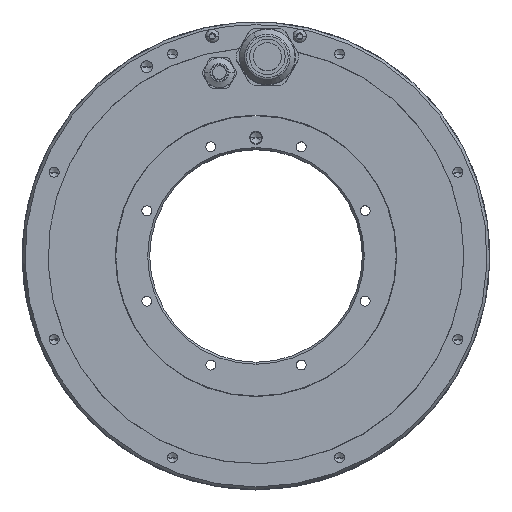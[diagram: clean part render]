
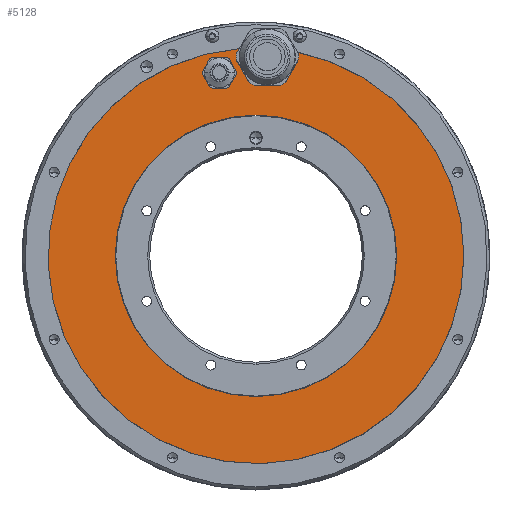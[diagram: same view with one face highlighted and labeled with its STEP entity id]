
A CAD part, top view. The second image highlights one B-rep face of the part: STEP entity #5128.
In plain terms, the highlighted planar face has unit normal (0, 0, 1).
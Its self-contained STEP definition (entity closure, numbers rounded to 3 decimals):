
#416=DIRECTION('',(0.5,-0.866,0.));
#417=VECTOR('',#416,3.137);
#418=CARTESIAN_POINT('',(-10.655,82.108,
-0.15));
#419=LINE('',#418,#417);
#420=CARTESIAN_POINT('',(-15.5,77.5,-0.15));
#421=DIRECTION('',(0.,0.,1.));
#422=DIRECTION('',(0.725,0.689,0.));
#423=AXIS2_PLACEMENT_3D('',#420,#421,#422);
#425=DIRECTION('',(-1.,0.,0.));
#426=VECTOR('',#425,3.137);
#427=CARTESIAN_POINT('',(-13.931,84.,-0.15));
#428=LINE('',#427,#426);
#429=CARTESIAN_POINT('',(-15.5,77.5,-0.15));
#430=DIRECTION('',(0.,0.,1.));
#431=DIRECTION('',(-0.235,0.972,0.));
#432=AXIS2_PLACEMENT_3D('',#429,#430,#431);
#434=DIRECTION('',(0.5,0.866,0.));
#435=VECTOR('',#434,3.137);
#436=CARTESIAN_POINT('',(-21.913,79.392,
-0.15));
#437=LINE('',#436,#435);
#438=CARTESIAN_POINT('',(-15.5,77.5,-0.15));
#439=DIRECTION('',(0.,0.,1.));
#440=DIRECTION('',(-0.959,0.283,0.));
#441=AXIS2_PLACEMENT_3D('',#438,#439,#440);
#443=DIRECTION('',(-0.5,0.866,0.));
#444=VECTOR('',#443,3.137);
#445=CARTESIAN_POINT('',(-20.345,72.892,
-0.15));
#446=LINE('',#445,#444);
#447=CARTESIAN_POINT('',(-15.5,77.5,-0.15));
#448=DIRECTION('',(0.,0.,1.));
#449=DIRECTION('',(-0.725,-0.689,0.));
#450=AXIS2_PLACEMENT_3D('',#447,#448,#449);
#452=DIRECTION('',(1.,0.,0.));
#453=VECTOR('',#452,3.137);
#454=CARTESIAN_POINT('',(-17.069,71.,-0.15));
#455=LINE('',#454,#453);
#456=CARTESIAN_POINT('',(-15.5,77.5,-0.15));
#457=DIRECTION('',(0.,0.,1.));
#458=DIRECTION('',(0.235,-0.972,0.));
#459=AXIS2_PLACEMENT_3D('',#456,#457,#458);
#461=DIRECTION('',(-0.5,-0.866,0.));
#462=VECTOR('',#461,3.137);
#463=CARTESIAN_POINT('',(-9.087,75.608,
-0.15));
#464=LINE('',#463,#462);
#465=CARTESIAN_POINT('',(-15.5,77.5,-0.15));
#466=DIRECTION('',(0.,0.,1.));
#467=DIRECTION('',(0.959,-0.283,0.));
#468=AXIS2_PLACEMENT_3D('',#465,#466,#467);
#470=CARTESIAN_POINT('',(4.8,84.2,-0.15));
#471=DIRECTION('',(0.,0.,1.));
#472=DIRECTION('',(-0.766,-0.643,0.));
#473=AXIS2_PLACEMENT_3D('',#470,#471,#472);
#475=DIRECTION('',(-1.,0.,0.));
#476=VECTOR('',#475,4.249);
#477=CARTESIAN_POINT('',(6.924,72.2,-0.15));
#478=LINE('',#477,#476);
#479=CARTESIAN_POINT('',(4.8,84.2,-0.15));
#480=DIRECTION('',(0.,0.,1.));
#481=DIRECTION('',(0.174,-0.985,0.));
#482=AXIS2_PLACEMENT_3D('',#479,#480,#481);
#484=DIRECTION('',(-0.5,-0.866,0.));
#485=VECTOR('',#484,4.249);
#486=CARTESIAN_POINT('',(16.254,80.04,-0.15));
#487=LINE('',#486,#485);
#488=CARTESIAN_POINT('',(4.8,84.2,-0.15));
#489=DIRECTION('',(0.,0.,1.));
#490=DIRECTION('',(0.94,-0.341,0.));
#491=AXIS2_PLACEMENT_3D('',#488,#489,#490);
#493=CARTESIAN_POINT('',(4.8,84.2,-0.15));
#494=DIRECTION('',(0.,0.,1.));
#495=DIRECTION('',(-0.957,0.29,0.));
#496=AXIS2_PLACEMENT_3D('',#493,#494,#495);
#498=DIRECTION('',(0.5,-0.866,0.));
#499=VECTOR('',#498,4.249);
#500=CARTESIAN_POINT('',(-6.654,80.04,
-0.15));
#501=LINE('',#500,#499);
#511=CARTESIAN_POINT('',(0.,0.,-0.15));
#512=DIRECTION('',(0.,0.,1.));
#513=DIRECTION('',(-1.,0.,0.));
#514=AXIS2_PLACEMENT_3D('',#511,#512,#513);
#1568=CARTESIAN_POINT('',(0.,0.,-0.15));
#1569=DIRECTION('',(0.,0.,1.));
#1570=DIRECTION('',(-0.078,0.997,0.));
#1571=AXIS2_PLACEMENT_3D('',#1568,#1569,#1570);
#2620=CARTESIAN_POINT('',(0.,0.,-0.15));
#2621=DIRECTION('',(0.,0.,1.));
#2622=DIRECTION('',(1.,0.,0.));
#2623=AXIS2_PLACEMENT_3D('',#2620,#2621,#2622);
#3625=CARTESIAN_POINT('',(-59.59,0.,-0.15));
#3626=CARTESIAN_POINT('',(59.59,0.,-0.15));
#3627=VERTEX_POINT('',#3625);
#3628=VERTEX_POINT('',#3626);
#3806=CARTESIAN_POINT('',(-10.655,82.108,
-0.15));
#3807=CARTESIAN_POINT('',(-9.087,79.392,
-0.15));
#3808=VERTEX_POINT('',#3806);
#3809=VERTEX_POINT('',#3807);
#3810=CARTESIAN_POINT('',(-13.931,84.,-0.15));
#3811=VERTEX_POINT('',#3810);
#3812=CARTESIAN_POINT('',(-17.069,84.,-0.15));
#3813=VERTEX_POINT('',#3812);
#3814=CARTESIAN_POINT('',(-20.345,82.108,
-0.15));
#3815=VERTEX_POINT('',#3814);
#3816=CARTESIAN_POINT('',(-21.913,79.392,
-0.15));
#3817=VERTEX_POINT('',#3816);
#3818=CARTESIAN_POINT('',(-21.913,75.608,
-0.15));
#3819=VERTEX_POINT('',#3818);
#3820=CARTESIAN_POINT('',(-20.345,72.892,
-0.15));
#3821=VERTEX_POINT('',#3820);
#3822=CARTESIAN_POINT('',(-17.069,71.,-0.15));
#3823=VERTEX_POINT('',#3822);
#3824=CARTESIAN_POINT('',(-13.931,71.,-0.15));
#3825=VERTEX_POINT('',#3824);
#3826=CARTESIAN_POINT('',(-10.655,72.892,
-0.15));
#3827=VERTEX_POINT('',#3826);
#3828=CARTESIAN_POINT('',(-9.087,75.608,
-0.15));
#3829=VERTEX_POINT('',#3828);
#4000=CARTESIAN_POINT('',(-4.53,76.36,
-0.15));
#4001=CARTESIAN_POINT('',(2.676,72.2,-0.15));
#4002=VERTEX_POINT('',#4000);
#4003=VERTEX_POINT('',#4001);
#4004=CARTESIAN_POINT('',(-6.654,80.04,
-0.15));
#4005=VERTEX_POINT('',#4004);
#4006=CARTESIAN_POINT('',(-6.864,87.732,
-0.15));
#4007=VERTEX_POINT('',#4006);
#4008=CARTESIAN_POINT('',(16.254,80.04,
-0.15));
#4009=CARTESIAN_POINT('',(16.789,86.384,
-0.15));
#4010=VERTEX_POINT('',#4008);
#4011=VERTEX_POINT('',#4009);
#4012=CARTESIAN_POINT('',(14.13,76.36,
-0.15));
#4013=VERTEX_POINT('',#4012);
#4014=CARTESIAN_POINT('',(6.924,72.2,-0.15));
#4015=VERTEX_POINT('',#4014);
#5074=CARTESIAN_POINT('',(0.,0.,-0.15));
#5075=DIRECTION('',(0.,0.,1.));
#5076=DIRECTION('',(1.,0.,0.));
#5077=AXIS2_PLACEMENT_3D('',#5074,#5075,#5076);
#5078=PLANE('',#5077);
#5080=ORIENTED_EDGE('',*,*,#5079,.T.);
#5082=ORIENTED_EDGE('',*,*,#5081,.F.);
#5084=ORIENTED_EDGE('',*,*,#5083,.T.);
#5085=ORIENTED_EDGE('',*,*,#5048,.F.);
#5087=ORIENTED_EDGE('',*,*,#5086,.T.);
#5089=ORIENTED_EDGE('',*,*,#5088,.F.);
#5091=ORIENTED_EDGE('',*,*,#5090,.T.);
#5093=ORIENTED_EDGE('',*,*,#5092,.T.);
#5094=EDGE_LOOP('',(#5080,#5082,#5084,#5085,#5087,#5089,#5091,#5093));
#5095=FACE_OUTER_BOUND('',#5094,.F.);
#5097=ORIENTED_EDGE('',*,*,#5096,.F.);
#5099=ORIENTED_EDGE('',*,*,#5098,.T.);
#5101=ORIENTED_EDGE('',*,*,#5100,.T.);
#5103=ORIENTED_EDGE('',*,*,#5102,.T.);
#5105=ORIENTED_EDGE('',*,*,#5104,.F.);
#5107=ORIENTED_EDGE('',*,*,#5106,.T.);
#5109=ORIENTED_EDGE('',*,*,#5108,.F.);
#5111=ORIENTED_EDGE('',*,*,#5110,.T.);
#5113=ORIENTED_EDGE('',*,*,#5112,.T.);
#5115=ORIENTED_EDGE('',*,*,#5114,.T.);
#5117=ORIENTED_EDGE('',*,*,#5116,.F.);
#5119=ORIENTED_EDGE('',*,*,#5118,.T.);
#5120=EDGE_LOOP('',(#5097,#5099,#5101,#5103,#5105,#5107,#5109,#5111,#5113,#5115,
#5117,#5119));
#5121=FACE_BOUND('',#5120,.F.);
#5123=ORIENTED_EDGE('',*,*,#5122,.T.);
#5125=ORIENTED_EDGE('',*,*,#5124,.T.);
#5126=EDGE_LOOP('',(#5123,#5125));
#5127=FACE_BOUND('',#5126,.F.);
#5128=ADVANCED_FACE('',(#5095,#5121,#5127),#5078,.T.);
#424=CIRCLE('',#423,6.687);
#433=CIRCLE('',#432,6.687);
#442=CIRCLE('',#441,6.687);
#451=CIRCLE('',#450,6.687);
#460=CIRCLE('',#459,6.687);
#469=CIRCLE('',#468,6.687);
#474=CIRCLE('',#473,12.187);
#483=CIRCLE('',#482,12.187);
#492=CIRCLE('',#491,12.187);
#497=CIRCLE('',#496,12.187);
#515=CIRCLE('',#514,59.59);
#1572=CIRCLE('',#1571,88.);
#2624=CIRCLE('',#2623,59.59);
#5048=EDGE_CURVE('',#4010,#4013,#487,.T.);
#5079=EDGE_CURVE('',#4002,#4003,#474,.T.);
#5081=EDGE_CURVE('',#4015,#4003,#478,.T.);
#5083=EDGE_CURVE('',#4015,#4013,#483,.T.);
#5086=EDGE_CURVE('',#4010,#4011,#492,.T.);
#5088=EDGE_CURVE('',#4007,#4011,#1572,.T.);
#5090=EDGE_CURVE('',#4007,#4005,#497,.T.);
#5092=EDGE_CURVE('',#4005,#4002,#501,.T.);
#5096=EDGE_CURVE('',#3808,#3809,#419,.T.);
#5098=EDGE_CURVE('',#3808,#3811,#424,.T.);
#5100=EDGE_CURVE('',#3811,#3813,#428,.T.);
#5102=EDGE_CURVE('',#3813,#3815,#433,.T.);
#5104=EDGE_CURVE('',#3817,#3815,#437,.T.);
#5106=EDGE_CURVE('',#3817,#3819,#442,.T.);
#5108=EDGE_CURVE('',#3821,#3819,#446,.T.);
#5110=EDGE_CURVE('',#3821,#3823,#451,.T.);
#5112=EDGE_CURVE('',#3823,#3825,#455,.T.);
#5114=EDGE_CURVE('',#3825,#3827,#460,.T.);
#5116=EDGE_CURVE('',#3829,#3827,#464,.T.);
#5118=EDGE_CURVE('',#3829,#3809,#469,.T.);
#5122=EDGE_CURVE('',#3627,#3628,#515,.T.);
#5124=EDGE_CURVE('',#3628,#3627,#2624,.T.);
